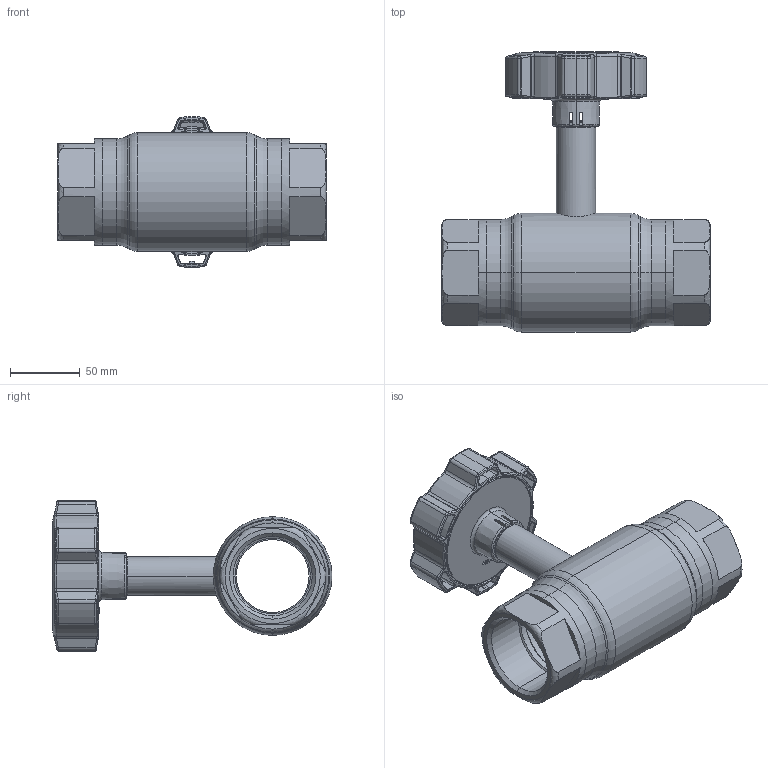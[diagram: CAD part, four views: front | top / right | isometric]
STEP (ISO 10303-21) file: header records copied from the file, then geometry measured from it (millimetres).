
FILE_DESCRIPTION (( 'STEP AP214' ), '1' );
FILE_NAME ('1050002031-2201.step', '2023-09-12T11:26:22', ( '' ), ( '' ), 'SwSTEP 2.0', 'SolidWorks 2021', '' );
FILE_SCHEMA (( 'AUTOMOTIVE_DESIGN' ));
Length unit declared in the file: millimetre
Products named in the file (1): 1050002031-2201
Bounding box: 192 x 200.45 x 107.98 mm (x, y, z)
Surface area: 119070.9 mm2 (no closed solid volume)
Topology: 0 solids, 11 shells, 529 faces, 1517 edges, 968 vertices
Faces by surface type: bspline 152, plane 124, cylinder 123, torus 73, cone 51, sphere 6
Entity records: 31378 total; most frequent: CARTESIAN_POINT 13208, ORIENTED_EDGE 2680, DIRECTION 2227, EDGE_CURVE 1517, VERTEX_POINT 968, AXIS2_PLACEMENT_3D 869, EDGE_LOOP 558, UNCERTAINTY_MEASURE_WITH_UNIT 531
